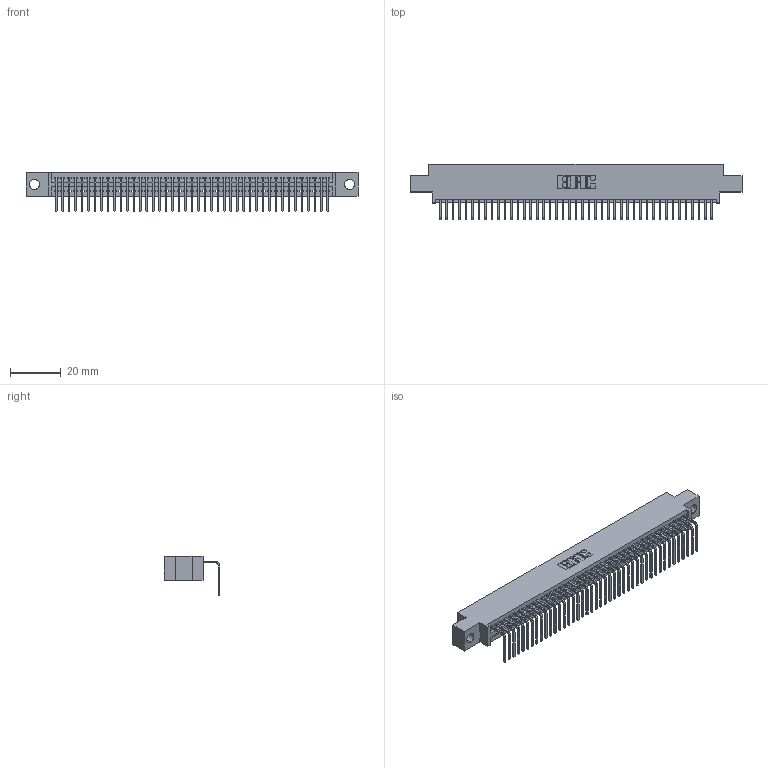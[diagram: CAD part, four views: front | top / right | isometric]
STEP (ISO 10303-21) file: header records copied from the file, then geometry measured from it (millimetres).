
FILE_DESCRIPTION (( 'STEP AP203' ), '1' );
FILE_NAME ('345-043-558-604.STEP', '2018-09-08T07:12:26', ( '' ), ( '' ), 'SwSTEP 2.0', 'SolidWorks 2016', '' );
FILE_SCHEMA (( 'CONFIG_CONTROL_DESIGN' ));
Length unit declared in the file: inch
Products named in the file (3): 345 Part_0.170 Offset - 0.156 Dia-TH; 345-292-001_558 Tail - 2; 345-043-558-604
Assembly tree (44 placements, depth 2):
  345-043-558-604
    345 Part_0.170 Offset - 0.156 Dia-TH
    345-292-001_558 Tail - 2  x43
Bounding box: 130.43 x 21.83 x 15.37 mm (x, y, z)
Volume: 12338.5 mm3; surface area: 17187.5 mm2
Topology: 44 solids, 44 shells, 2710 faces, 8179 edges, 5394 vertices
Faces by surface type: plane 1890, cylinder 820
Entity records: 32447 total; most frequent: CARTESIAN_POINT 5629, ORIENTED_EDGE 5606, DIRECTION 4913, EDGE_CURVE 2803, LINE 2499, VECTOR 2499, VERTEX_POINT 1866, AXIS2_PLACEMENT_3D 1207
